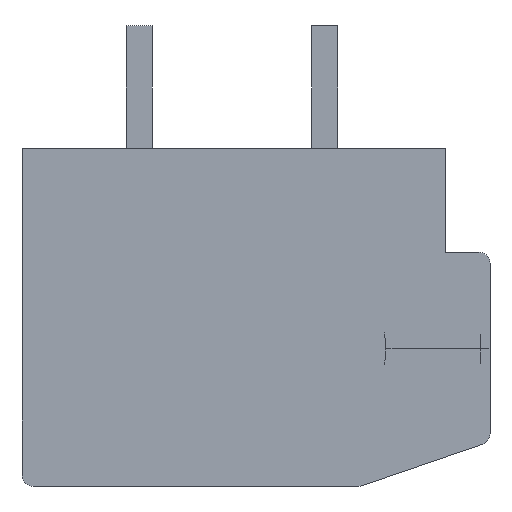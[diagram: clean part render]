
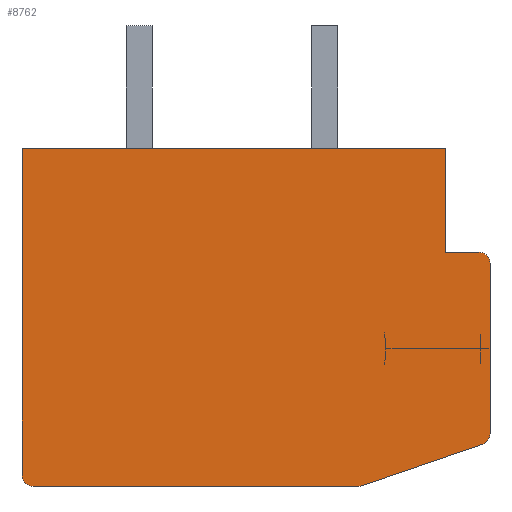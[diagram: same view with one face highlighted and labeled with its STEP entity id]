
A CAD part, front view. The second image highlights one B-rep face of the part: STEP entity #8762.
In plain terms, the highlighted planar face has unit normal (0, -1, 0).
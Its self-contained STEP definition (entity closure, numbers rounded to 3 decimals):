
#1=CARTESIAN_POINT('',(6.,-97.8,-3.136));
#2=DIRECTION('',(0.,-1.,0.));
#3=DIRECTION('',(0.324,0.,-0.946));
#4=AXIS2_PLACEMENT_3D('',#1,#2,#3);
#6=DIRECTION('',(-0.946,0.,-0.324));
#7=VECTOR('',#6,3.486);
#8=CARTESIAN_POINT('',(6.097,-97.8,-3.419));
#9=LINE('',#8,#7);
#10=DIRECTION('',(-1.,0.,0.));
#11=VECTOR('',#10,8.8);
#12=CARTESIAN_POINT('',(2.8,-97.8,-4.55));
#13=LINE('',#12,#11);
#14=CARTESIAN_POINT('',(-6.,-97.8,-4.25));
#15=DIRECTION('',(0.,-1.,0.));
#16=DIRECTION('',(-1.,0.,0.));
#17=AXIS2_PLACEMENT_3D('',#14,#15,#16);
#19=DIRECTION('',(0.,0.,1.));
#20=VECTOR('',#19,8.8);
#21=CARTESIAN_POINT('',(-6.3,-97.8,-4.25));
#22=LINE('',#21,#20);
#23=DIRECTION('',(1.,0.,0.));
#24=VECTOR('',#23,11.4);
#25=CARTESIAN_POINT('',(-6.3,-97.8,4.55));
#26=LINE('',#25,#24);
#27=DIRECTION('',(0.,0.,-1.));
#28=VECTOR('',#27,2.8);
#29=CARTESIAN_POINT('',(5.1,-97.8,4.55));
#30=LINE('',#29,#28);
#31=DIRECTION('',(1.,0.,0.));
#32=VECTOR('',#31,0.9);
#33=CARTESIAN_POINT('',(5.1,-97.8,1.75));
#34=LINE('',#33,#32);
#35=CARTESIAN_POINT('',(6.,-97.8,1.45));
#36=DIRECTION('',(0.,-1.,0.));
#37=DIRECTION('',(1.,0.,0.));
#38=AXIS2_PLACEMENT_3D('',#35,#36,#37);
#40=DIRECTION('',(0.,0.,-1.));
#41=VECTOR('',#40,4.586);
#42=CARTESIAN_POINT('',(6.3,-97.8,1.45));
#43=LINE('',#42,#41);
#6743=CARTESIAN_POINT('',(-6.3,-97.8,4.55));
#6744=CARTESIAN_POINT('',(5.1,-97.8,4.55));
#6745=VERTEX_POINT('',#6743);
#6746=VERTEX_POINT('',#6744);
#6747=CARTESIAN_POINT('',(5.1,-97.8,1.75));
#6748=VERTEX_POINT('',#6747);
#6749=CARTESIAN_POINT('',(6.097,-97.8,-3.419));
#6750=CARTESIAN_POINT('',(6.3,-97.8,-3.136));
#6751=VERTEX_POINT('',#6749);
#6752=VERTEX_POINT('',#6750);
#6753=CARTESIAN_POINT('',(6.3,-97.8,1.45));
#6754=CARTESIAN_POINT('',(6.,-97.8,1.75));
#6755=VERTEX_POINT('',#6753);
#6756=VERTEX_POINT('',#6754);
#6757=CARTESIAN_POINT('',(-6.3,-97.8,-4.25));
#6758=CARTESIAN_POINT('',(-6.,-97.8,-4.55));
#6759=VERTEX_POINT('',#6757);
#6760=VERTEX_POINT('',#6758);
#6761=CARTESIAN_POINT('',(2.8,-97.8,-4.55));
#6762=VERTEX_POINT('',#6761);
#8735=CARTESIAN_POINT('',(0.,-97.8,0.));
#8736=DIRECTION('',(0.,1.,0.));
#8737=DIRECTION('',(1.,0.,0.));
#8738=AXIS2_PLACEMENT_3D('',#8735,#8736,#8737);
#8739=PLANE('',#8738);
#8741=ORIENTED_EDGE('',*,*,#8740,.F.);
#8743=ORIENTED_EDGE('',*,*,#8742,.T.);
#8745=ORIENTED_EDGE('',*,*,#8744,.T.);
#8747=ORIENTED_EDGE('',*,*,#8746,.F.);
#8749=ORIENTED_EDGE('',*,*,#8748,.T.);
#8751=ORIENTED_EDGE('',*,*,#8750,.T.);
#8753=ORIENTED_EDGE('',*,*,#8752,.T.);
#8755=ORIENTED_EDGE('',*,*,#8754,.T.);
#8757=ORIENTED_EDGE('',*,*,#8756,.F.);
#8759=ORIENTED_EDGE('',*,*,#8758,.T.);
#8760=EDGE_LOOP('',(#8741,#8743,#8745,#8747,#8749,#8751,#8753,#8755,#8757,
#8759));
#8761=FACE_OUTER_BOUND('',#8760,.F.);
#8762=ADVANCED_FACE('',(#8761),#8739,.F.);
#5=CIRCLE('',#4,0.3);
#18=CIRCLE('',#17,0.3);
#39=CIRCLE('',#38,0.3);
#8740=EDGE_CURVE('',#6751,#6752,#5,.T.);
#8742=EDGE_CURVE('',#6751,#6762,#9,.T.);
#8744=EDGE_CURVE('',#6762,#6760,#13,.T.);
#8746=EDGE_CURVE('',#6759,#6760,#18,.T.);
#8748=EDGE_CURVE('',#6759,#6745,#22,.T.);
#8750=EDGE_CURVE('',#6745,#6746,#26,.T.);
#8752=EDGE_CURVE('',#6746,#6748,#30,.T.);
#8754=EDGE_CURVE('',#6748,#6756,#34,.T.);
#8756=EDGE_CURVE('',#6755,#6756,#39,.T.);
#8758=EDGE_CURVE('',#6755,#6752,#43,.T.);
